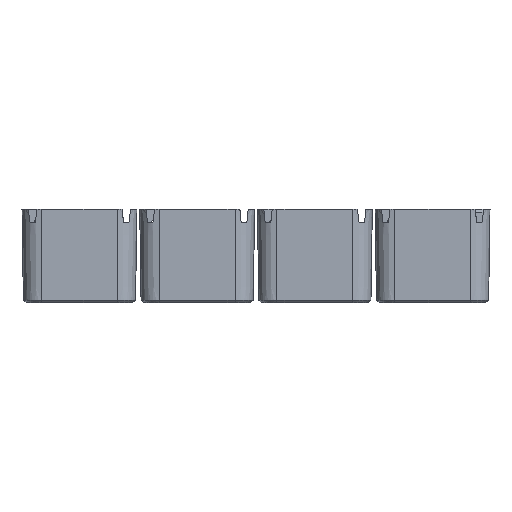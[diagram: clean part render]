
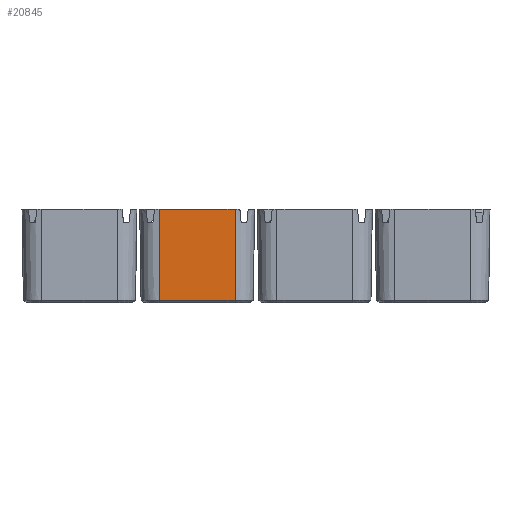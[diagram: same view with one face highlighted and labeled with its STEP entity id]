
A CAD part, left-side view. The second image highlights one B-rep face of the part: STEP entity #20845.
In plain terms, the highlighted planar face has unit normal (-1, 0, -0.015).
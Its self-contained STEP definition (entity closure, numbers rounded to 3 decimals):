
#19837 = PLANE('',#19838);
#19838 = AXIS2_PLACEMENT_3D('',#19839,#19840,#19841);
#19839 = CARTESIAN_POINT('',(7.,34.2,33.7));
#19840 = DIRECTION('',(0.,0.,1.));
#19841 = DIRECTION('',(1.,0.,0.));
#20076 = CONICAL_SURFACE('',#20077,7.,0.015);
#20077 = AXIS2_PLACEMENT_3D('',#20078,#20079,#20080);
#20078 = CARTESIAN_POINT('',(7.,34.2,33.7));
#20079 = DIRECTION('',(0.,0.,1.));
#20080 = DIRECTION('',(1.,0.,0.));
#20173 = VERTEX_POINT('',#20174);
#20174 = CARTESIAN_POINT('',(0.,34.2,33.7));
#20196 = EDGE_CURVE('',#20197,#20173,#20199,.T.);
#20197 = VERTEX_POINT('',#20198);
#20198 = CARTESIAN_POINT('',(0.,7.,33.7));
#20199 = SURFACE_CURVE('',#20200,(#20204,#20211),.PCURVE_S1.);
#20200 = LINE('',#20201,#20202);
#20201 = CARTESIAN_POINT('',(0.,20.6,33.7));
#20202 = VECTOR('',#20203,1.);
#20203 = DIRECTION('',(0.,1.,0.));
#20204 = PCURVE('',#19837,#20205);
#20205 = DEFINITIONAL_REPRESENTATION('',(#20206),#20210);
#20206 = LINE('',#20207,#20208);
#20207 = CARTESIAN_POINT('',(-7.,-13.6));
#20208 = VECTOR('',#20209,1.);
#20209 = DIRECTION('',(0.,1.));
#20210 = ( GEOMETRIC_REPRESENTATION_CONTEXT(2) 
PARAMETRIC_REPRESENTATION_CONTEXT() REPRESENTATION_CONTEXT('2D SPACE',''
  ) );
#20211 = PCURVE('',#20212,#20217);
#20212 = PLANE('',#20213);
#20213 = AXIS2_PLACEMENT_3D('',#20214,#20215,#20216);
#20214 = CARTESIAN_POINT('',(0.5,20.6,0.));
#20215 = DIRECTION('',(1.,0.,0.015));
#20216 = DIRECTION('',(0.,-1.,0.));
#20217 = DEFINITIONAL_REPRESENTATION('',(#20218),#20222);
#20218 = LINE('',#20219,#20220);
#20219 = CARTESIAN_POINT('',(0.,-33.704));
#20220 = VECTOR('',#20221,1.);
#20221 = DIRECTION('',(-1.,0.));
#20222 = ( GEOMETRIC_REPRESENTATION_CONTEXT(2) 
PARAMETRIC_REPRESENTATION_CONTEXT() REPRESENTATION_CONTEXT('2D SPACE',''
  ) );
#20241 = CONICAL_SURFACE('',#20242,7.,0.015);
#20242 = AXIS2_PLACEMENT_3D('',#20243,#20244,#20245);
#20243 = CARTESIAN_POINT('',(7.,7.,33.7));
#20244 = DIRECTION('',(0.,0.,1.));
#20245 = DIRECTION('',(1.,0.,0.));
#20557 = VERTEX_POINT('',#20558);
#20558 = CARTESIAN_POINT('',(0.485,7.,1.));
#20585 = EDGE_CURVE('',#20197,#20557,#20586,.T.);
#20586 = SURFACE_CURVE('',#20587,(#20590,#20596),.PCURVE_S1.);
#20587 = B_SPLINE_CURVE_WITH_KNOTS('',1,(#20588,#20589),.UNSPECIFIED.,
  .F.,.F.,(2,2),(0.,1.),.PIECEWISE_BEZIER_KNOTS.);
#20588 = CARTESIAN_POINT('',(0.,7.,33.7));
#20589 = CARTESIAN_POINT('',(0.5,7.,0.));
#20590 = PCURVE('',#20241,#20591);
#20591 = DEFINITIONAL_REPRESENTATION('',(#20592),#20595);
#20592 = B_SPLINE_CURVE_WITH_KNOTS('',1,(#20593,#20594),.UNSPECIFIED.,
  .F.,.F.,(2,2),(0.,1.),.PIECEWISE_BEZIER_KNOTS.);
#20593 = CARTESIAN_POINT('',(3.142,0.));
#20594 = CARTESIAN_POINT('',(3.142,-33.7));
#20595 = ( GEOMETRIC_REPRESENTATION_CONTEXT(2) 
PARAMETRIC_REPRESENTATION_CONTEXT() REPRESENTATION_CONTEXT('2D SPACE',''
  ) );
#20596 = PCURVE('',#20212,#20597);
#20597 = DEFINITIONAL_REPRESENTATION('',(#20598),#20601);
#20598 = B_SPLINE_CURVE_WITH_KNOTS('',1,(#20599,#20600),.UNSPECIFIED.,
  .F.,.F.,(2,2),(0.,1.),.PIECEWISE_BEZIER_KNOTS.);
#20599 = CARTESIAN_POINT('',(13.6,-33.704));
#20600 = CARTESIAN_POINT('',(13.6,0.));
#20601 = ( GEOMETRIC_REPRESENTATION_CONTEXT(2) 
PARAMETRIC_REPRESENTATION_CONTEXT() REPRESENTATION_CONTEXT('2D SPACE',''
  ) );
#20845 = ADVANCED_FACE('',(#20846),#20212,.F.);
#20846 = FACE_BOUND('',#20847,.F.);
#20847 = EDGE_LOOP('',(#20848,#20849,#20877,#20898));
#20848 = ORIENTED_EDGE('',*,*,#20585,.T.);
#20849 = ORIENTED_EDGE('',*,*,#20850,.F.);
#20850 = EDGE_CURVE('',#20851,#20557,#20853,.T.);
#20851 = VERTEX_POINT('',#20852);
#20852 = CARTESIAN_POINT('',(0.485,34.2,1.));
#20853 = SURFACE_CURVE('',#20854,(#20858,#20865),.PCURVE_S1.);
#20854 = LINE('',#20855,#20856);
#20855 = CARTESIAN_POINT('',(0.485,34.2,1.));
#20856 = VECTOR('',#20857,1.);
#20857 = DIRECTION('',(-0.,-1.,-0.));
#20858 = PCURVE('',#20212,#20859);
#20859 = DEFINITIONAL_REPRESENTATION('',(#20860),#20864);
#20860 = LINE('',#20861,#20862);
#20861 = CARTESIAN_POINT('',(-13.6,-1.));
#20862 = VECTOR('',#20863,1.);
#20863 = DIRECTION('',(1.,0.));
#20864 = ( GEOMETRIC_REPRESENTATION_CONTEXT(2) 
PARAMETRIC_REPRESENTATION_CONTEXT() REPRESENTATION_CONTEXT('2D SPACE',''
  ) );
#20865 = PCURVE('',#20866,#20871);
#20866 = PLANE('',#20867);
#20867 = AXIS2_PLACEMENT_3D('',#20868,#20869,#20870);
#20868 = CARTESIAN_POINT('',(0.993,34.2,0.5));
#20869 = DIRECTION('',(-0.702,0.,-0.712
    ));
#20870 = DIRECTION('',(0.,-1.,0.));
#20871 = DEFINITIONAL_REPRESENTATION('',(#20872),#20876);
#20872 = LINE('',#20873,#20874);
#20873 = CARTESIAN_POINT('',(0.,0.712));
#20874 = VECTOR('',#20875,1.);
#20875 = DIRECTION('',(1.,0.));
#20876 = ( GEOMETRIC_REPRESENTATION_CONTEXT(2) 
PARAMETRIC_REPRESENTATION_CONTEXT() REPRESENTATION_CONTEXT('2D SPACE',''
  ) );
#20877 = ORIENTED_EDGE('',*,*,#20878,.T.);
#20878 = EDGE_CURVE('',#20851,#20173,#20879,.T.);
#20879 = SURFACE_CURVE('',#20880,(#20884,#20891),.PCURVE_S1.);
#20880 = LINE('',#20881,#20882);
#20881 = CARTESIAN_POINT('',(0.5,34.2,0.));
#20882 = VECTOR('',#20883,1.);
#20883 = DIRECTION('',(-0.015,0.,1.));
#20884 = PCURVE('',#20212,#20885);
#20885 = DEFINITIONAL_REPRESENTATION('',(#20886),#20890);
#20886 = LINE('',#20887,#20888);
#20887 = CARTESIAN_POINT('',(-13.6,0.));
#20888 = VECTOR('',#20889,1.);
#20889 = DIRECTION('',(0.,-1.));
#20890 = ( GEOMETRIC_REPRESENTATION_CONTEXT(2) 
PARAMETRIC_REPRESENTATION_CONTEXT() REPRESENTATION_CONTEXT('2D SPACE',''
  ) );
#20891 = PCURVE('',#20076,#20892);
#20892 = DEFINITIONAL_REPRESENTATION('',(#20893),#20897);
#20893 = LINE('',#20894,#20895);
#20894 = CARTESIAN_POINT('',(3.142,-33.7));
#20895 = VECTOR('',#20896,1.);
#20896 = DIRECTION('',(-0.,1.));
#20897 = ( GEOMETRIC_REPRESENTATION_CONTEXT(2) 
PARAMETRIC_REPRESENTATION_CONTEXT() REPRESENTATION_CONTEXT('2D SPACE',''
  ) );
#20898 = ORIENTED_EDGE('',*,*,#20196,.F.);
